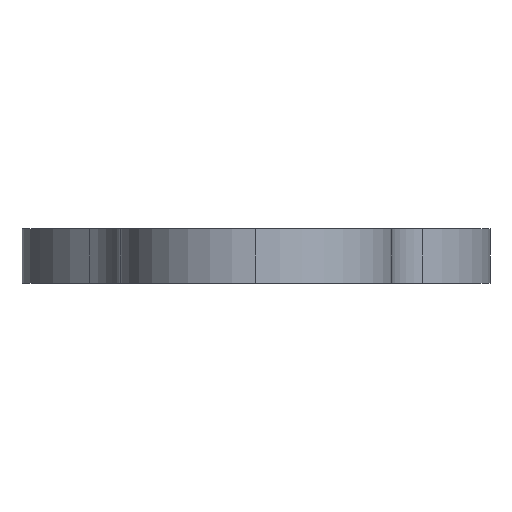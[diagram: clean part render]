
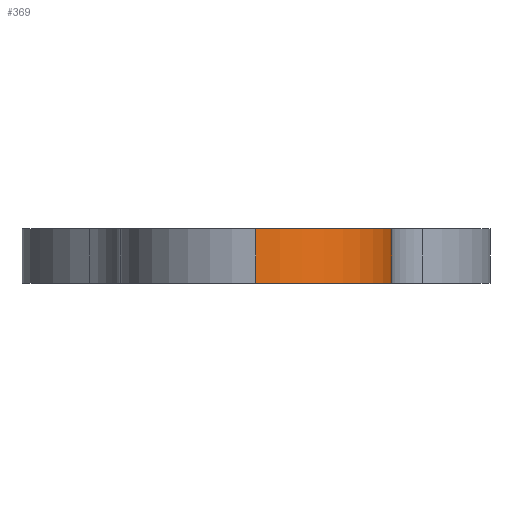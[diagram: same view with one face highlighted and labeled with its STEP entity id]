
A CAD part, left-side view. The second image highlights one B-rep face of the part: STEP entity #369.
In plain terms, the highlighted cylindrical face has radius 10 mm (diameter 20 mm), a partial arc.
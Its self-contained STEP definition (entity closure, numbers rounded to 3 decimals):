
#19 = DIRECTION ( 'NONE',  ( 0., 0., -1. ) ) ;
#57 = FACE_OUTER_BOUND ( 'NONE', #636, .T. ) ;
#60 = VERTEX_POINT ( 'NONE', #542 ) ;
#70 = VERTEX_POINT ( 'NONE', #318 ) ;
#139 = ORIENTED_EDGE ( 'NONE', *, *, #278, .F. ) ;
#166 = DIRECTION ( 'NONE',  ( 0., 0., 1. ) ) ;
#167 = CARTESIAN_POINT ( 'NONE',  ( -59.8, 0., 4. ) ) ;
#173 = ORIENTED_EDGE ( 'NONE', *, *, #219, .T. ) ;
#176 = LINE ( 'NONE', #167, #1037 ) ;
#189 = CIRCLE ( 'NONE', #332, 10. ) ;
#204 = VERTEX_POINT ( 'NONE', #731 ) ;
#219 = EDGE_CURVE ( 'NONE', #70, #60, #176, .T. ) ;
#270 = DIRECTION ( 'NONE',  ( 0., 0., -1. ) ) ;
#276 = CARTESIAN_POINT ( 'NONE',  ( -49.8, 0., 0. ) ) ;
#278 = EDGE_CURVE ( 'NONE', #508, #204, #320, .T. ) ;
#318 = CARTESIAN_POINT ( 'NONE',  ( -59.8, 0., 4. ) ) ;
#320 = LINE ( 'NONE', #349, #488 ) ;
#332 = AXIS2_PLACEMENT_3D ( 'NONE', #276, #609, #850 ) ;
#349 = CARTESIAN_POINT ( 'NONE',  ( -49.8, -10., 4. ) ) ;
#363 = CIRCLE ( 'NONE', #1014, 10. ) ;
#369 = ADVANCED_FACE ( 'NONE', ( #57 ), #380, .T. ) ;
#380 = CYLINDRICAL_SURFACE ( 'NONE', #814, 10. ) ;
#383 = DIRECTION ( 'NONE',  ( -1., 0., 0. ) ) ;
#408 = DIRECTION ( 'NONE',  ( 1., 0., 0. ) ) ;
#488 = VECTOR ( 'NONE', #19, 1000. ) ;
#508 = VERTEX_POINT ( 'NONE', #1026 ) ;
#542 = CARTESIAN_POINT ( 'NONE',  ( -59.8, 0., 0. ) ) ;
#609 = DIRECTION ( 'NONE',  ( 0., 0., 1. ) ) ;
#614 = EDGE_CURVE ( 'NONE', #60, #204, #189, .T. ) ;
#636 = EDGE_LOOP ( 'NONE', ( #659, #173, #737, #139 ) ) ;
#659 = ORIENTED_EDGE ( 'NONE', *, *, #778, .F. ) ;
#731 = CARTESIAN_POINT ( 'NONE',  ( -49.8, -10., 0. ) ) ;
#737 = ORIENTED_EDGE ( 'NONE', *, *, #614, .T. ) ;
#778 = EDGE_CURVE ( 'NONE', #70, #508, #363, .T. ) ;
#791 = DIRECTION ( 'NONE',  ( 0., 0., -1. ) ) ;
#814 = AXIS2_PLACEMENT_3D ( 'NONE', #862, #791, #383 ) ;
#850 = DIRECTION ( 'NONE',  ( 1., 0., 0. ) ) ;
#862 = CARTESIAN_POINT ( 'NONE',  ( -49.8, 0., 4. ) ) ;
#977 = CARTESIAN_POINT ( 'NONE',  ( -49.8, 0., 4. ) ) ;
#1014 = AXIS2_PLACEMENT_3D ( 'NONE', #977, #166, #408 ) ;
#1026 = CARTESIAN_POINT ( 'NONE',  ( -49.8, -10., 4. ) ) ;
#1037 = VECTOR ( 'NONE', #270, 1000. ) ;
